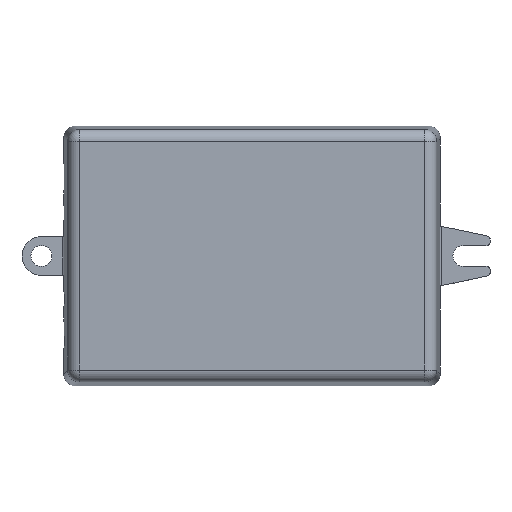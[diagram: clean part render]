
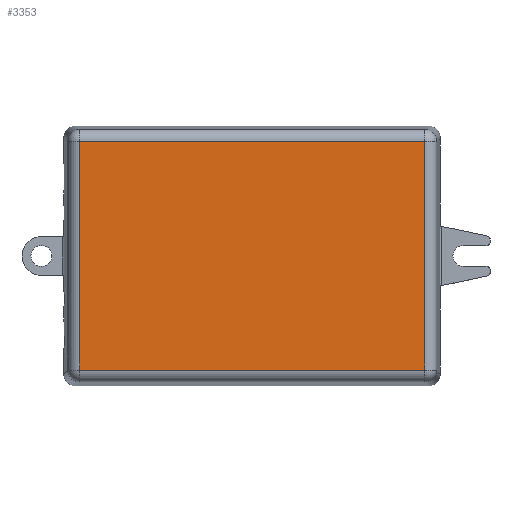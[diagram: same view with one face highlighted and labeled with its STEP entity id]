
A CAD part, top view. The second image highlights one B-rep face of the part: STEP entity #3353.
In plain terms, the highlighted planar face has unit normal (0, 0, 1).
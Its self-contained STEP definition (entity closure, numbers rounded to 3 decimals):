
#1059=DIRECTION('',(0.,1.,0.));
#1060=VECTOR('',#1059,38.242);
#1061=CARTESIAN_POINT('',(28.871,-19.121,26.));
#1062=LINE('',#1061,#1060);
#1063=DIRECTION('',(1.,0.,0.));
#1064=VECTOR('',#1063,57.742);
#1065=CARTESIAN_POINT('',(-28.871,-19.121,26.));
#1066=LINE('',#1065,#1064);
#1067=DIRECTION('',(0.,-1.,0.));
#1068=VECTOR('',#1067,38.242);
#1069=CARTESIAN_POINT('',(-28.871,19.121,26.));
#1070=LINE('',#1069,#1068);
#1071=DIRECTION('',(-1.,0.,0.));
#1072=VECTOR('',#1071,57.742);
#1073=CARTESIAN_POINT('',(28.871,19.121,26.));
#1074=LINE('',#1073,#1072);
#1693=CARTESIAN_POINT('',(28.871,-19.121,26.));
#1694=CARTESIAN_POINT('',(28.871,19.121,26.));
#1695=VERTEX_POINT('',#1693);
#1696=VERTEX_POINT('',#1694);
#1701=CARTESIAN_POINT('',(-28.871,19.121,26.));
#1702=VERTEX_POINT('',#1701);
#1707=CARTESIAN_POINT('',(-28.871,-19.121,26.));
#1708=VERTEX_POINT('',#1707);
#3339=CARTESIAN_POINT('',(0.,0.,26.));
#3340=DIRECTION('',(0.,0.,1.));
#3341=DIRECTION('',(1.,0.,0.));
#3342=AXIS2_PLACEMENT_3D('',#3339,#3340,#3341);
#3343=PLANE('',#3342);
#3345=ORIENTED_EDGE('',*,*,#3344,.F.);
#3346=ORIENTED_EDGE('',*,*,#3329,.F.);
#3348=ORIENTED_EDGE('',*,*,#3347,.F.);
#3350=ORIENTED_EDGE('',*,*,#3349,.F.);
#3351=EDGE_LOOP('',(#3345,#3346,#3348,#3350));
#3352=FACE_OUTER_BOUND('',#3351,.F.);
#3353=ADVANCED_FACE('',(#3352),#3343,.T.);
#3329=EDGE_CURVE('',#1708,#1695,#1066,.T.);
#3344=EDGE_CURVE('',#1695,#1696,#1062,.T.);
#3347=EDGE_CURVE('',#1702,#1708,#1070,.T.);
#3349=EDGE_CURVE('',#1696,#1702,#1074,.T.);
